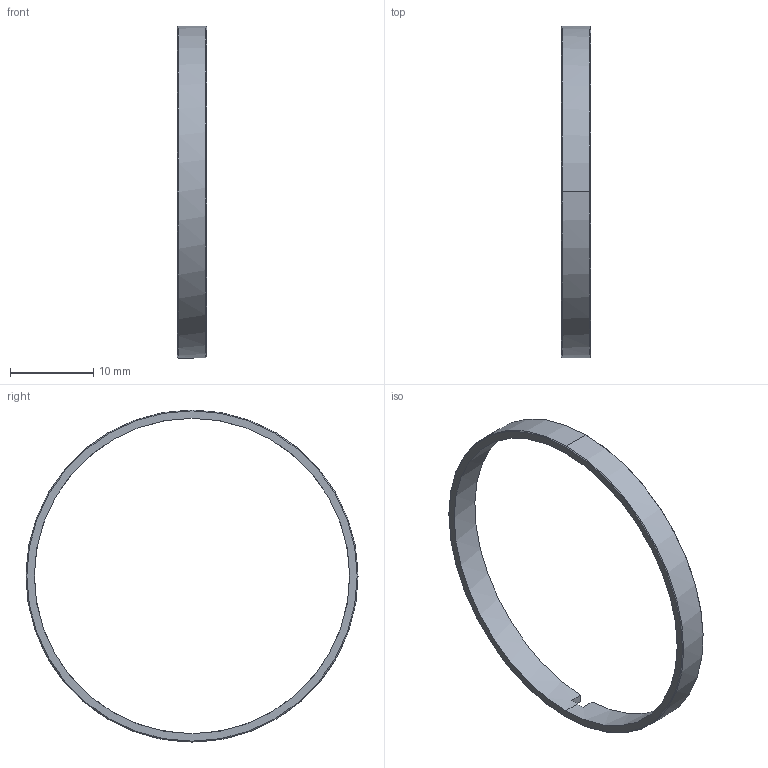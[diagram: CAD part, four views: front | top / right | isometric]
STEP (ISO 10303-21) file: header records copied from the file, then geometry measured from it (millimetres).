
FILE_DESCRIPTION (( 'STEP AP214' ), '1' );
FILE_NAME ('庈狪.711143.066 - 扻錪犩.STEP', '2024-11-18T14:41:08', ( '' ), ( '' ), 'SwSTEP 2.0', 'SolidWorks 2023', '' );
FILE_SCHEMA (( 'AUTOMOTIVE_DESIGN' ));
Length unit declared in the file: millimetre
Products named in the file (1): КРПГ.711143.066 - Кольцо
Bounding box: 3.52 x 40 x 40 mm (x, y, z)
Volume: 427 mm3; surface area: 1089.9 mm2
Topology: 1 solids, 1 shells, 13 faces, 33 edges, 21 vertices
Faces by surface type: plane 5, cylinder 4, cone 4
Entity records: 428 total; most frequent: DIRECTION 75, CARTESIAN_POINT 74, ORIENTED_EDGE 66, EDGE_CURVE 33, AXIS2_PLACEMENT_3D 30, VERTEX_POINT 21, CIRCLE 16, LINE 15
